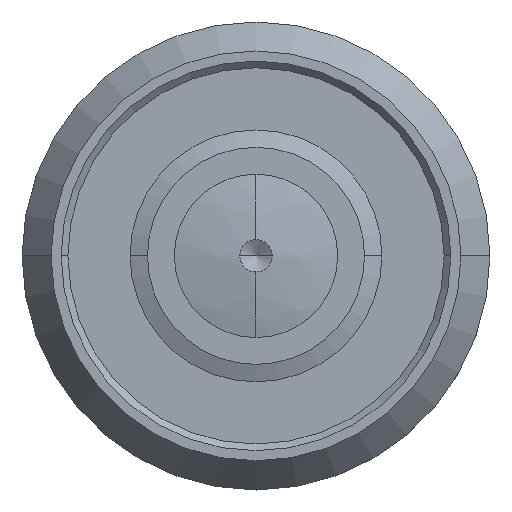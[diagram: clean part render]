
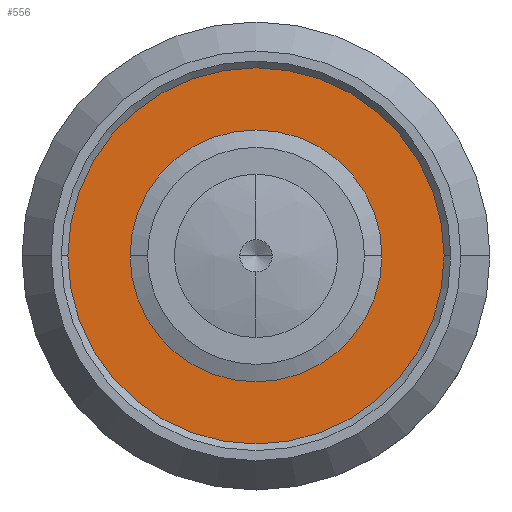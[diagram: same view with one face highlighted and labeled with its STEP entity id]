
A CAD part, top view. The second image highlights one B-rep face of the part: STEP entity #556.
In plain terms, the highlighted planar face has unit normal (0, 0, 1).
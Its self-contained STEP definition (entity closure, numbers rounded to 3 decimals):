
#4 = VERTEX_POINT ( 'NONE', #58 ) ;
#7 = VERTEX_POINT ( 'NONE', #20 ) ;
#13 = VERTEX_POINT ( 'NONE', #65 ) ;
#20 = CARTESIAN_POINT ( 'NONE',  ( -5.6, 0., 1.8 ) ) ;
#24 = VERTEX_POINT ( 'NONE', #72 ) ;
#58 = CARTESIAN_POINT ( 'NONE',  ( 5.6, 0., 1.8 ) ) ;
#65 = CARTESIAN_POINT ( 'NONE',  ( -3.75, 0., 1.8 ) ) ;
#72 = CARTESIAN_POINT ( 'NONE',  ( 3.75, 0., 1.8 ) ) ;
#113 = CARTESIAN_POINT ( 'NONE',  ( 0., 0., 1.8 ) ) ;
#115 = DIRECTION ( 'NONE',  ( 0., 0., -1. ) ) ;
#116 = DIRECTION ( 'NONE',  ( -1., 0., 0. ) ) ;
#175 = CARTESIAN_POINT ( 'NONE',  ( 0., 0., 1.8 ) ) ;
#176 = DIRECTION ( 'NONE',  ( 0., 0., -1. ) ) ;
#177 = DIRECTION ( 'NONE',  ( -1., 0., 0. ) ) ;
#241 = CARTESIAN_POINT ( 'NONE',  ( 0., 0., 1.8 ) ) ;
#243 = DIRECTION ( 'NONE',  ( 0., 0., -1. ) ) ;
#244 = DIRECTION ( 'NONE',  ( -1., 0., 0. ) ) ;
#260 = CARTESIAN_POINT ( 'NONE',  ( 0., 0., 1.8 ) ) ;
#268 = DIRECTION ( 'NONE',  ( 0., 0., -1. ) ) ;
#269 = DIRECTION ( 'NONE',  ( -1., 0., 0. ) ) ;
#314 = EDGE_LOOP ( 'NONE', ( #660, #661 ) ) ;
#338 = EDGE_LOOP ( 'NONE', ( #658, #659 ) ) ;
#353 = EDGE_CURVE ( 'NONE', #13, #24, #744, .T. ) ;
#378 = EDGE_CURVE ( 'NONE', #4, #7, #783, .T. ) ;
#405 = EDGE_CURVE ( 'NONE', #7, #4, #820, .T. ) ;
#414 = EDGE_CURVE ( 'NONE', #24, #13, #834, .T. ) ;
#436 = AXIS2_PLACEMENT_3D ( 'NONE', #113, #115, #116 ) ;
#443 = AXIS2_PLACEMENT_3D ( 'NONE', #175, #176, #177 ) ;
#455 = AXIS2_PLACEMENT_3D ( 'NONE', #241, #243, #244 ) ;
#461 = AXIS2_PLACEMENT_3D ( 'NONE', #260, #268, #269 ) ;
#494 = AXIS2_PLACEMENT_3D ( 'NONE', #1007, #1009, #1010 ) ;
#556 = ADVANCED_FACE ( 'NONE', ( #897, #903 ), #1008, .F. ) ;
#658 = ORIENTED_EDGE ( 'NONE', *, *, #353, .T. ) ;
#659 = ORIENTED_EDGE ( 'NONE', *, *, #414, .T. ) ;
#660 = ORIENTED_EDGE ( 'NONE', *, *, #378, .F. ) ;
#661 = ORIENTED_EDGE ( 'NONE', *, *, #405, .F. ) ;
#744 = CIRCLE ( 'NONE', #436, 3.75 ) ;
#783 = CIRCLE ( 'NONE', #443, 5.6 ) ;
#820 = CIRCLE ( 'NONE', #455, 5.6 ) ;
#834 = CIRCLE ( 'NONE', #461, 3.75 ) ;
#897 = FACE_BOUND ( 'NONE', #338, .T. ) ;
#903 = FACE_OUTER_BOUND ( 'NONE', #314, .T. ) ;
#1007 = CARTESIAN_POINT ( 'NONE',  ( 5.6, 0., 1.8 ) ) ;
#1008 = PLANE ( 'NONE',  #494 ) ;
#1009 = DIRECTION ( 'NONE',  ( 0., 0., -1. ) ) ;
#1010 = DIRECTION ( 'NONE',  ( -1., 0., 0. ) ) ;
